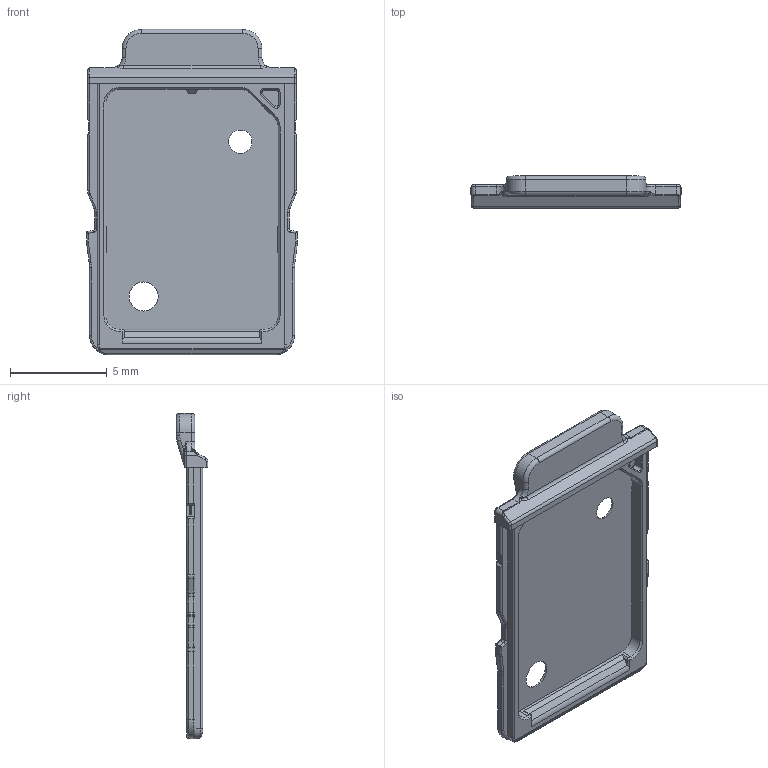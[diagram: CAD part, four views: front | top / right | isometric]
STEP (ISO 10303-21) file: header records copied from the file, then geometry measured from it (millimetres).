
FILE_DESCRIPTION (( 'STEP AP203' ), '1' );
FILE_NAME ('1.38¿¨ÍÐTY.STEP', '2022-05-16T01:58:26', ( 'Admin' ), ( 'Microsoft' ), 'SwSTEP 2.0', 'SolidWorks 2018', '' );
FILE_SCHEMA (( 'CONFIG_CONTROL_DESIGN' ));
Length unit declared in the file: millimetre
Products named in the file (4): NS004 卡托钢片_裁切后; 縐迖縐旯呿蝶; TY縐簽; 1.38縐迖TY
Assembly tree (3 placements, depth 2):
  1.38縐迖TY
    NS004 卡托钢片_裁切后
    縐迖縐旯呿蝶
    TY縐簽
Bounding box: 10.9 x 1.65 x 16.8 mm (x, y, z)
Volume: 56.6 mm3; surface area: 547.8 mm2
Topology: 3 solids, 3 shells, 577 faces, 1488 edges, 898 vertices
Faces by surface type: plane 259, cylinder 230, torus 48, bspline 25, cone 13, sphere 2
Entity records: 19419 total; most frequent: CARTESIAN_POINT 4998, DIRECTION 2975, ORIENTED_EDGE 2972, EDGE_CURVE 1486, AXIS2_PLACEMENT_3D 1054, VERTEX_POINT 898, VECTOR 867, LINE 867
